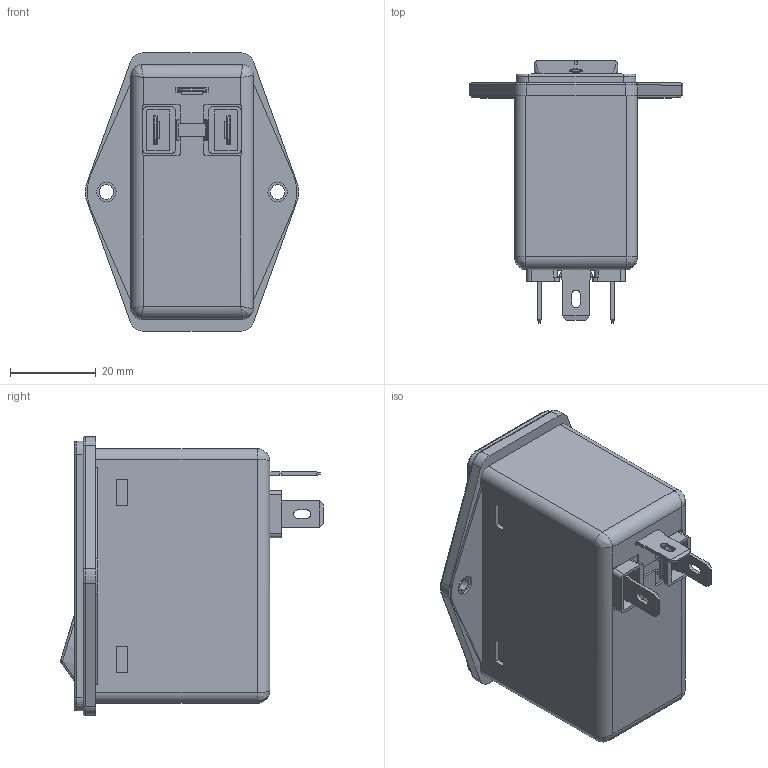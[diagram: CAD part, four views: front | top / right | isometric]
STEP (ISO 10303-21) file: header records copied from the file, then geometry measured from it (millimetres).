
FILE_DESCRIPTION (( 'STEP AP203' ), '1' );
FILE_NAME ('03IB2D.STEP', '2012-08-03T05:03:27', ( 'ken' ), ( '' ), 'SwSTEP 2.0', 'SolidWorks 2007', '' );
FILE_SCHEMA (( 'CONFIG_CONTROL_DESIGN' ));
Products named in the file (1): 03IB2D
Bounding box: 50 x 61.45 x 65 mm (x, y, z)
Volume: 74703.5 mm3; surface area: 16252.2 mm2
Topology: 1 solids, 1 shells, 1128 faces, 3032 edges, 1996 vertices
Faces by surface type: plane 752, bspline 231, cylinder 123, torus 16, cone 4, sphere 2
Entity records: 47547 total; most frequent: CARTESIAN_POINT 20628, ORIENTED_EDGE 6048, DIRECTION 4604, EDGE_CURVE 3024, LINE 2284, VECTOR 2284, VERTEX_POINT 1994, EDGE_LOOP 1238
